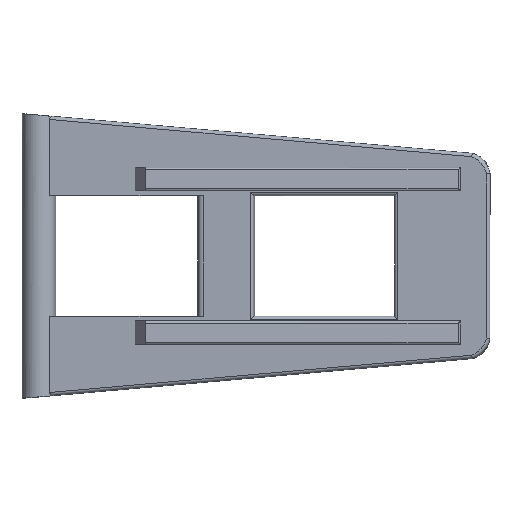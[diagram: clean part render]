
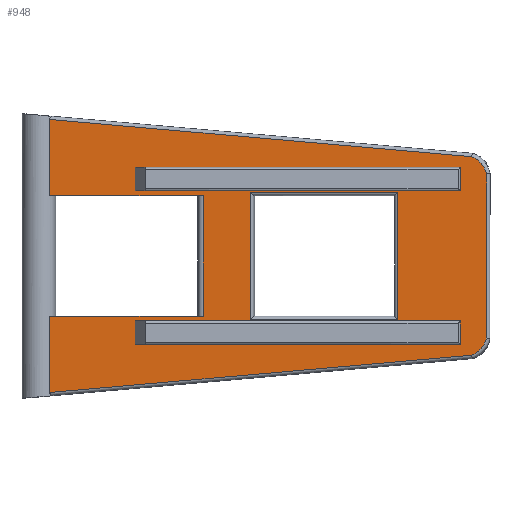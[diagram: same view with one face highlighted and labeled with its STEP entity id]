
A CAD part, top view. The second image highlights one B-rep face of the part: STEP entity #948.
In plain terms, the highlighted face is planar.
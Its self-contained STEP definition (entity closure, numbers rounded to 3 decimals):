
#37=FACE_BOUND('',#164,.T.);
#38=FACE_BOUND('',#165,.T.);
#39=FACE_BOUND('',#166,.T.);
#72=PLANE('',#1038);
#110=FACE_OUTER_BOUND('',#163,.T.);
#163=EDGE_LOOP('',(#707,#708,#709,#710,#711,#712,#713,#714,#715,#716));
#164=EDGE_LOOP('',(#717,#718,#719,#720));
#165=EDGE_LOOP('',(#721,#722,#723,#724));
#166=EDGE_LOOP('',(#725,#726,#727,#728));
#202=LINE('',#1386,#286);
#214=LINE('',#1428,#298);
#217=LINE('',#1433,#301);
#225=LINE('',#1463,#309);
#228=LINE('',#1468,#312);
#229=LINE('',#1472,#313);
#231=LINE('',#1480,#315);
#233=LINE('',#1486,#317);
#236=LINE('',#1492,#320);
#242=LINE('',#1509,#326);
#243=LINE('',#1511,#327);
#244=LINE('',#1513,#328);
#245=LINE('',#1517,#329);
#246=LINE('',#1521,#330);
#247=LINE('',#1523,#331);
#248=LINE('',#1524,#332);
#249=LINE('',#1526,#333);
#250=LINE('',#1527,#334);
#251=LINE('',#1529,#335);
#252=LINE('',#1530,#336);
#286=VECTOR('',#1105,10.);
#298=VECTOR('',#1145,10.);
#301=VECTOR('',#1150,10.);
#309=VECTOR('',#1178,10.);
#312=VECTOR('',#1183,10.);
#313=VECTOR('',#1186,10.);
#315=VECTOR('',#1194,10.);
#317=VECTOR('',#1200,10.);
#320=VECTOR('',#1207,10.);
#326=VECTOR('',#1223,10.);
#327=VECTOR('',#1224,10.);
#328=VECTOR('',#1225,10.);
#329=VECTOR('',#1228,10.);
#330=VECTOR('',#1231,10.);
#331=VECTOR('',#1232,10.);
#332=VECTOR('',#1233,10.);
#333=VECTOR('',#1234,10.);
#334=VECTOR('',#1235,10.);
#335=VECTOR('',#1236,10.);
#336=VECTOR('',#1237,10.);
#375=CIRCLE('',#1039,2.2);
#376=CIRCLE('',#1040,2.2);
#388=VERTEX_POINT('',#1379);
#391=VERTEX_POINT('',#1384);
#406=VERTEX_POINT('',#1425);
#407=VERTEX_POINT('',#1427);
#408=VERTEX_POINT('',#1431);
#419=VERTEX_POINT('',#1460);
#420=VERTEX_POINT('',#1462);
#421=VERTEX_POINT('',#1466);
#422=VERTEX_POINT('',#1470);
#423=VERTEX_POINT('',#1471);
#426=VERTEX_POINT('',#1479);
#428=VERTEX_POINT('',#1485);
#435=VERTEX_POINT('',#1508);
#436=VERTEX_POINT('',#1510);
#437=VERTEX_POINT('',#1512);
#438=VERTEX_POINT('',#1514);
#439=VERTEX_POINT('',#1516);
#440=VERTEX_POINT('',#1518);
#441=VERTEX_POINT('',#1520);
#442=VERTEX_POINT('',#1522);
#443=VERTEX_POINT('',#1525);
#444=VERTEX_POINT('',#1528);
#482=EDGE_CURVE('',#391,#388,#202,.T.);
#502=EDGE_CURVE('',#407,#406,#214,.T.);
#505=EDGE_CURVE('',#406,#408,#217,.T.);
#519=EDGE_CURVE('',#420,#419,#225,.T.);
#522=EDGE_CURVE('',#419,#421,#228,.T.);
#523=EDGE_CURVE('',#422,#423,#229,.T.);
#527=EDGE_CURVE('',#423,#426,#231,.T.);
#530=EDGE_CURVE('',#426,#428,#233,.T.);
#534=EDGE_CURVE('',#428,#422,#236,.T.);
#542=EDGE_CURVE('',#391,#435,#242,.T.);
#543=EDGE_CURVE('',#435,#436,#243,.T.);
#544=EDGE_CURVE('',#437,#436,#244,.T.);
#545=EDGE_CURVE('',#438,#437,#375,.T.);
#546=EDGE_CURVE('',#439,#438,#245,.T.);
#547=EDGE_CURVE('',#440,#439,#376,.T.);
#548=EDGE_CURVE('',#441,#440,#246,.T.);
#549=EDGE_CURVE('',#441,#442,#247,.T.);
#550=EDGE_CURVE('',#442,#388,#248,.T.);
#551=EDGE_CURVE('',#408,#443,#249,.T.);
#552=EDGE_CURVE('',#443,#407,#250,.T.);
#553=EDGE_CURVE('',#421,#444,#251,.T.);
#554=EDGE_CURVE('',#444,#420,#252,.T.);
#707=ORIENTED_EDGE('',*,*,#542,.T.);
#708=ORIENTED_EDGE('',*,*,#543,.T.);
#709=ORIENTED_EDGE('',*,*,#544,.F.);
#710=ORIENTED_EDGE('',*,*,#545,.F.);
#711=ORIENTED_EDGE('',*,*,#546,.F.);
#712=ORIENTED_EDGE('',*,*,#547,.F.);
#713=ORIENTED_EDGE('',*,*,#548,.F.);
#714=ORIENTED_EDGE('',*,*,#549,.T.);
#715=ORIENTED_EDGE('',*,*,#550,.T.);
#716=ORIENTED_EDGE('',*,*,#482,.F.);
#717=ORIENTED_EDGE('',*,*,#505,.T.);
#718=ORIENTED_EDGE('',*,*,#551,.T.);
#719=ORIENTED_EDGE('',*,*,#552,.T.);
#720=ORIENTED_EDGE('',*,*,#502,.T.);
#721=ORIENTED_EDGE('',*,*,#553,.T.);
#722=ORIENTED_EDGE('',*,*,#554,.T.);
#723=ORIENTED_EDGE('',*,*,#519,.T.);
#724=ORIENTED_EDGE('',*,*,#522,.T.);
#725=ORIENTED_EDGE('',*,*,#523,.F.);
#726=ORIENTED_EDGE('',*,*,#534,.F.);
#727=ORIENTED_EDGE('',*,*,#530,.F.);
#728=ORIENTED_EDGE('',*,*,#527,.F.);
#948=ADVANCED_FACE('',(#110,#37,#38,#39),#72,.T.);
#1038=AXIS2_PLACEMENT_3D('',#1507,#1221,#1222);
#1039=AXIS2_PLACEMENT_3D('',#1515,#1226,#1227);
#1040=AXIS2_PLACEMENT_3D('',#1519,#1229,#1230);
#1105=DIRECTION('',(0.,1.,0.));
#1145=DIRECTION('',(0.,-1.,0.));
#1150=DIRECTION('',(-1.,0.,0.));
#1178=DIRECTION('',(0.,-1.,0.));
#1183=DIRECTION('',(-1.,0.,0.));
#1186=DIRECTION('',(0.,-1.,0.));
#1194=DIRECTION('',(1.,0.,0.));
#1200=DIRECTION('',(0.,1.,0.));
#1207=DIRECTION('',(-1.,0.,0.));
#1221=DIRECTION('center_axis',(0.,0.,1.));
#1222=DIRECTION('ref_axis',(1.,0.,0.));
#1223=DIRECTION('',(-1.,0.,0.));
#1224=DIRECTION('',(0.,-1.,0.));
#1225=DIRECTION('',(-0.996,-0.088,0.));
#1226=DIRECTION('center_axis',(0.,0.,-1.));
#1227=DIRECTION('ref_axis',(0.813,-0.583,0.));
#1228=DIRECTION('',(0.,-1.,0.));
#1229=DIRECTION('center_axis',(0.,0.,-1.));
#1230=DIRECTION('ref_axis',(0.813,0.583,0.));
#1231=DIRECTION('',(0.996,-0.088,0.));
#1232=DIRECTION('',(0.,-1.,0.));
#1233=DIRECTION('',(1.,0.,0.));
#1234=DIRECTION('',(0.,1.,0.));
#1235=DIRECTION('',(1.,0.,0.));
#1236=DIRECTION('',(0.,1.,0.));
#1237=DIRECTION('',(1.,0.,0.));
#1379=CARTESIAN_POINT('',(35.3,18.12,2.6));
#1384=CARTESIAN_POINT('',(35.3,7.34,2.6));
#1386=CARTESIAN_POINT('',(35.3,11.995,2.6));
#1425=CARTESIAN_POINT('',(58.3,18.54,2.6));
#1427=CARTESIAN_POINT('',(58.3,20.64,2.6));
#1428=CARTESIAN_POINT('',(58.3,12.205,2.6));
#1431=CARTESIAN_POINT('',(29.228,18.54,2.6));
#1433=CARTESIAN_POINT('',(37.3,18.54,2.6));
#1460=CARTESIAN_POINT('',(58.3,4.82,2.6));
#1462=CARTESIAN_POINT('',(58.3,6.92,2.6));
#1463=CARTESIAN_POINT('',(58.3,5.345,2.6));
#1466=CARTESIAN_POINT('',(29.228,4.82,2.6));
#1468=CARTESIAN_POINT('',(37.3,4.82,2.6));
#1470=CARTESIAN_POINT('',(39.5,18.42,2.6));
#1471=CARTESIAN_POINT('',(39.5,7.04,2.6));
#1472=CARTESIAN_POINT('',(39.5,6.605,2.6));
#1479=CARTESIAN_POINT('',(52.7,7.04,2.6));
#1480=CARTESIAN_POINT('',(48.35,7.04,2.6));
#1485=CARTESIAN_POINT('',(52.7,18.42,2.6));
#1486=CARTESIAN_POINT('',(52.7,11.995,2.6));
#1492=CARTESIAN_POINT('',(42.05,18.42,2.6));
#1507=CARTESIAN_POINT('Origin',(44.3,5.87,2.6));
#1508=CARTESIAN_POINT('',(21.563,7.34,2.6));
#1509=CARTESIAN_POINT('',(20.5,7.34,2.6));
#1510=CARTESIAN_POINT('',(21.563,0.527,2.6));
#1511=CARTESIAN_POINT('',(21.563,7.34,2.6));
#1512=CARTESIAN_POINT('',(59.305,3.857,2.6));
#1513=CARTESIAN_POINT('',(32.533,1.495,2.6));
#1514=CARTESIAN_POINT('',(60.642,5.4,2.6));
#1515=CARTESIAN_POINT('Origin',(58.501,5.905,2.6));
#1516=CARTESIAN_POINT('',(60.642,20.06,2.6));
#1517=CARTESIAN_POINT('',(60.642,5.85,2.6));
#1518=CARTESIAN_POINT('',(59.305,21.603,2.6));
#1519=CARTESIAN_POINT('Origin',(58.501,19.555,2.6));
#1520=CARTESIAN_POINT('',(21.563,24.933,2.6));
#1521=CARTESIAN_POINT('',(52.57,22.197,2.6));
#1522=CARTESIAN_POINT('',(21.563,18.12,2.6));
#1523=CARTESIAN_POINT('',(21.563,7.34,2.6));
#1524=CARTESIAN_POINT('',(20.5,18.12,2.6));
#1525=CARTESIAN_POINT('',(29.228,20.64,2.6));
#1526=CARTESIAN_POINT('',(29.228,13.255,2.6));
#1527=CARTESIAN_POINT('',(51.3,20.64,2.6));
#1528=CARTESIAN_POINT('',(29.228,6.92,2.6));
#1529=CARTESIAN_POINT('',(29.228,6.395,2.6));
#1530=CARTESIAN_POINT('',(51.3,6.92,2.6));
